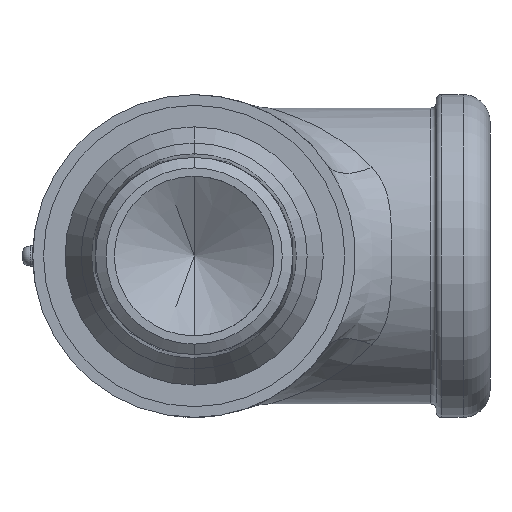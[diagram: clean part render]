
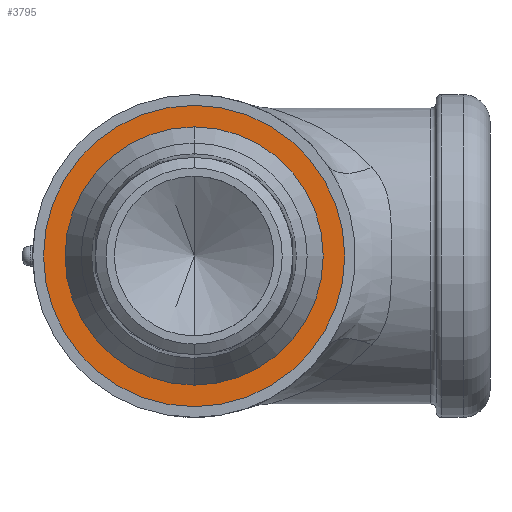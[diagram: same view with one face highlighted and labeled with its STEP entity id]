
A CAD part, front view. The second image highlights one B-rep face of the part: STEP entity #3795.
In plain terms, the highlighted planar face has unit normal (0, -1, 0).
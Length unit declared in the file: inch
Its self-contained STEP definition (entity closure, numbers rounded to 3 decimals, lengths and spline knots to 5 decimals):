
#69 = CARTESIAN_POINT ( 'NONE',  ( 0., -1.6, -1.4 ) ) ;
#114 = CARTESIAN_POINT ( 'NONE',  ( 0., -1.6, 1.2 ) ) ;
#130 = CARTESIAN_POINT ( 'NONE',  ( 0., -1.6, 1.4 ) ) ;
#242 = CARTESIAN_POINT ( 'NONE',  ( 0., -1.6, -1.2 ) ) ;
#303 = CARTESIAN_POINT ( 'NONE',  ( 1.4, -1.6, 0. ) ) ;
#314 = FACE_OUTER_BOUND ( 'NONE', #3347, .T. ) ;
#315 = FACE_BOUND ( 'NONE', #3352, .T. ) ;
#316 = PLANE ( 'NONE',  #3218 ) ;
#318 = DIRECTION ( 'NONE',  ( 0., -1., 0. ) ) ;
#319 = DIRECTION ( 'NONE',  ( 0., 0., -1. ) ) ;
#1659 = CARTESIAN_POINT ( 'NONE',  ( 0., -1.6, 0. ) ) ;
#1660 = DIRECTION ( 'NONE',  ( 0., -1., 0. ) ) ;
#1661 = DIRECTION ( 'NONE',  ( 0., 0., -1. ) ) ;
#1676 = CARTESIAN_POINT ( 'NONE',  ( 0., -1.6, 0. ) ) ;
#1677 = DIRECTION ( 'NONE',  ( 0., -1., 0. ) ) ;
#1678 = DIRECTION ( 'NONE',  ( 0., 0., -1. ) ) ;
#2697 = AXIS2_PLACEMENT_3D ( 'NONE', #5460, #5461, #5462 ) ;
#2700 = CIRCLE ( 'NONE', #2697, 1.2 ) ;
#2703 = CIRCLE ( 'NONE', #2705, 1.4 ) ;
#2705 = AXIS2_PLACEMENT_3D ( 'NONE', #5454, #5455, #5456 ) ;
#2766 = EDGE_CURVE ( 'NONE', #3625, #3564, #2703, .T. ) ;
#2768 = EDGE_CURVE ( 'NONE', #3609, #3737, #2700, .T. ) ;
#2845 = AXIS2_PLACEMENT_3D ( 'NONE', #1659, #1660, #1661 ) ;
#2846 = CIRCLE ( 'NONE', #2845, 1.4 ) ;
#2852 = AXIS2_PLACEMENT_3D ( 'NONE', #1676, #1677, #1678 ) ;
#2860 = CIRCLE ( 'NONE', #2852, 1.2 ) ;
#3016 = ORIENTED_EDGE ( 'NONE', *, *, #3928, .T. ) ;
#3017 = ORIENTED_EDGE ( 'NONE', *, *, #2766, .T. ) ;
#3018 = ORIENTED_EDGE ( 'NONE', *, *, #2768, .F. ) ;
#3019 = ORIENTED_EDGE ( 'NONE', *, *, #3934, .F. ) ;
#3218 = AXIS2_PLACEMENT_3D ( 'NONE', #303, #318, #319 ) ;
#3347 = EDGE_LOOP ( 'NONE', ( #3016, #3017 ) ) ;
#3352 = EDGE_LOOP ( 'NONE', ( #3018, #3019 ) ) ;
#3564 = VERTEX_POINT ( 'NONE', #69 ) ;
#3609 = VERTEX_POINT ( 'NONE', #114 ) ;
#3625 = VERTEX_POINT ( 'NONE', #130 ) ;
#3737 = VERTEX_POINT ( 'NONE', #242 ) ;
#3795 = ADVANCED_FACE ( 'NONE', ( #314, #315 ), #316, .T. ) ;
#3928 = EDGE_CURVE ( 'NONE', #3564, #3625, #2846, .T. ) ;
#3934 = EDGE_CURVE ( 'NONE', #3737, #3609, #2860, .T. ) ;
#5454 = CARTESIAN_POINT ( 'NONE',  ( 0., -1.6, 0. ) ) ;
#5455 = DIRECTION ( 'NONE',  ( 0., -1., 0. ) ) ;
#5456 = DIRECTION ( 'NONE',  ( 0., 0., -1. ) ) ;
#5460 = CARTESIAN_POINT ( 'NONE',  ( 0., -1.6, 0. ) ) ;
#5461 = DIRECTION ( 'NONE',  ( 0., -1., 0. ) ) ;
#5462 = DIRECTION ( 'NONE',  ( 0., 0., -1. ) ) ;
